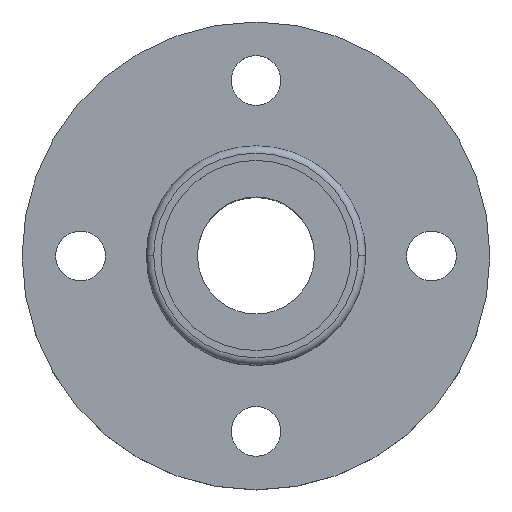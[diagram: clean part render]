
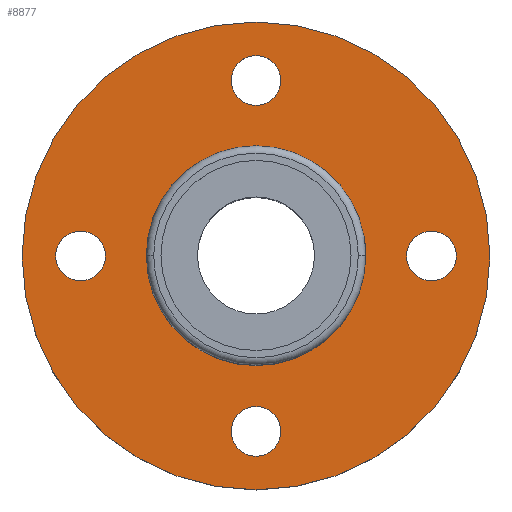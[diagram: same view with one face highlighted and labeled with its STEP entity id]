
A CAD part, top view. The second image highlights one B-rep face of the part: STEP entity #8877.
In plain terms, the highlighted planar face has unit normal (0, 0, 1).
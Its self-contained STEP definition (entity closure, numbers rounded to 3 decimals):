
#33 = CARTESIAN_POINT ( 'NONE',  ( 7.5, 0., 0. ) ) ;
#161 = FACE_BOUND ( 'NONE', #11228, .T. ) ;
#201 = EDGE_CURVE ( 'NONE', #15231, #5431, #4813, .T. ) ;
#247 = CARTESIAN_POINT ( 'NONE',  ( 0., 0., 0. ) ) ;
#540 = CARTESIAN_POINT ( 'NONE',  ( 0., 12., 0. ) ) ;
#646 = DIRECTION ( 'NONE',  ( -1., 0., 0. ) ) ;
#684 = EDGE_CURVE ( 'NONE', #752, #4366, #14221, .T. ) ;
#691 = ORIENTED_EDGE ( 'NONE', *, *, #14539, .F. ) ;
#752 = VERTEX_POINT ( 'NONE', #1287 ) ;
#820 = DIRECTION ( 'NONE',  ( 1., 0., 0. ) ) ;
#898 = CARTESIAN_POINT ( 'NONE',  ( 0., 0., 0. ) ) ;
#1240 = DIRECTION ( 'NONE',  ( -1., 0., 0. ) ) ;
#1287 = CARTESIAN_POINT ( 'NONE',  ( 13.7, 0., 0. ) ) ;
#1418 = FACE_BOUND ( 'NONE', #5097, .T. ) ;
#1475 = ORIENTED_EDGE ( 'NONE', *, *, #10538, .T. ) ;
#1491 = AXIS2_PLACEMENT_3D ( 'NONE', #14722, #1629, #13645 ) ;
#1521 = CARTESIAN_POINT ( 'NONE',  ( -13.7, 0., 0. ) ) ;
#1562 = DIRECTION ( 'NONE',  ( 0., 0., -1. ) ) ;
#1597 = ORIENTED_EDGE ( 'NONE', *, *, #3786, .F. ) ;
#1604 = ORIENTED_EDGE ( 'NONE', *, *, #4130, .T. ) ;
#1629 = DIRECTION ( 'NONE',  ( 0., 0., -1. ) ) ;
#1674 = CARTESIAN_POINT ( 'NONE',  ( -10.3, 0., 0. ) ) ;
#1682 = CIRCLE ( 'NONE', #10352, 1.7 ) ;
#1776 = CARTESIAN_POINT ( 'NONE',  ( 12., 0., 0. ) ) ;
#1898 = CARTESIAN_POINT ( 'NONE',  ( 0., 12., 0. ) ) ;
#1942 = ORIENTED_EDGE ( 'NONE', *, *, #7014, .F. ) ;
#2128 = DIRECTION ( 'NONE',  ( 0., 0., 1. ) ) ;
#2425 = DIRECTION ( 'NONE',  ( -1., 0., 0. ) ) ;
#2724 = ORIENTED_EDGE ( 'NONE', *, *, #6370, .T. ) ;
#3080 = AXIS2_PLACEMENT_3D ( 'NONE', #1776, #6366, #11091 ) ;
#3194 = CIRCLE ( 'NONE', #13851, 1.7 ) ;
#3198 = CARTESIAN_POINT ( 'NONE',  ( -12., 0., 0. ) ) ;
#3212 = EDGE_LOOP ( 'NONE', ( #1942, #691 ) ) ;
#3439 = CARTESIAN_POINT ( 'NONE',  ( 0., 0., 0. ) ) ;
#3559 = DIRECTION ( 'NONE',  ( 0., 0., -1. ) ) ;
#3585 = FACE_BOUND ( 'NONE', #8393, .T. ) ;
#3662 = PLANE ( 'NONE',  #7619 ) ;
#3786 = EDGE_CURVE ( 'NONE', #5438, #15125, #6894, .T. ) ;
#3810 = CARTESIAN_POINT ( 'NONE',  ( -1.7, 12., 0. ) ) ;
#3824 = DIRECTION ( 'NONE',  ( 0., 0., -1. ) ) ;
#3885 = EDGE_CURVE ( 'NONE', #5431, #15231, #14058, .T. ) ;
#3928 = CARTESIAN_POINT ( 'NONE',  ( -7.5, 0., 0. ) ) ;
#3948 = CIRCLE ( 'NONE', #10386, 16. ) ;
#4059 = DIRECTION ( 'NONE',  ( -1., 0., 0. ) ) ;
#4130 = EDGE_CURVE ( 'NONE', #6842, #4763, #1682, .T. ) ;
#4241 = ORIENTED_EDGE ( 'NONE', *, *, #3885, .T. ) ;
#4366 = VERTEX_POINT ( 'NONE', #13102 ) ;
#4534 = DIRECTION ( 'NONE',  ( 1., 0., 0. ) ) ;
#4763 = VERTEX_POINT ( 'NONE', #3810 ) ;
#4813 = CIRCLE ( 'NONE', #13488, 1.7 ) ;
#4909 = DIRECTION ( 'NONE',  ( -1., 0., 0. ) ) ;
#5097 = EDGE_LOOP ( 'NONE', ( #4241, #8610 ) ) ;
#5098 = EDGE_LOOP ( 'NONE', ( #1604, #11144 ) ) ;
#5363 = CARTESIAN_POINT ( 'NONE',  ( -1.7, -12., 0. ) ) ;
#5431 = VERTEX_POINT ( 'NONE', #1674 ) ;
#5438 = VERTEX_POINT ( 'NONE', #3928 ) ;
#5970 = CIRCLE ( 'NONE', #10405, 1.7 ) ;
#6157 = DIRECTION ( 'NONE',  ( 0., 0., -1. ) ) ;
#6366 = DIRECTION ( 'NONE',  ( 0., 0., -1. ) ) ;
#6370 = EDGE_CURVE ( 'NONE', #4366, #752, #12621, .T. ) ;
#6387 = EDGE_CURVE ( 'NONE', #13222, #13864, #3194, .T. ) ;
#6496 = CARTESIAN_POINT ( 'NONE',  ( 16., 0., 0. ) ) ;
#6842 = VERTEX_POINT ( 'NONE', #8632 ) ;
#6857 = DIRECTION ( 'NONE',  ( 0., 0., -1. ) ) ;
#6894 = CIRCLE ( 'NONE', #11099, 7.5 ) ;
#7014 = EDGE_CURVE ( 'NONE', #8464, #8161, #3948, .T. ) ;
#7117 = CARTESIAN_POINT ( 'NONE',  ( 1.7, -12., 0. ) ) ;
#7171 = DIRECTION ( 'NONE',  ( 0., 0., -1. ) ) ;
#7327 = CARTESIAN_POINT ( 'NONE',  ( -12., 0., 0. ) ) ;
#7360 = EDGE_LOOP ( 'NONE', ( #1597, #12516 ) ) ;
#7372 = CARTESIAN_POINT ( 'NONE',  ( -16., 0., 0. ) ) ;
#7548 = CARTESIAN_POINT ( 'NONE',  ( 0., -12., 0. ) ) ;
#7619 = AXIS2_PLACEMENT_3D ( 'NONE', #247, #6157, #2425 ) ;
#7940 = DIRECTION ( 'NONE',  ( -1., 0., 0. ) ) ;
#8161 = VERTEX_POINT ( 'NONE', #7372 ) ;
#8176 = CARTESIAN_POINT ( 'NONE',  ( 12., 0., 0. ) ) ;
#8393 = EDGE_LOOP ( 'NONE', ( #1475, #14970 ) ) ;
#8464 = VERTEX_POINT ( 'NONE', #6496 ) ;
#8610 = ORIENTED_EDGE ( 'NONE', *, *, #201, .T. ) ;
#8632 = CARTESIAN_POINT ( 'NONE',  ( 1.7, 12., 0. ) ) ;
#8658 = AXIS2_PLACEMENT_3D ( 'NONE', #898, #10444, #820 ) ;
#8877 = ADVANCED_FACE ( 'NONE', ( #10421, #15132, #9648, #1418, #3585, #161 ), #3662, .F. ) ;
#8974 = DIRECTION ( 'NONE',  ( -1., 0., 0. ) ) ;
#9648 = FACE_BOUND ( 'NONE', #5098, .T. ) ;
#10192 = EDGE_CURVE ( 'NONE', #15125, #5438, #14591, .T. ) ;
#10352 = AXIS2_PLACEMENT_3D ( 'NONE', #540, #1562, #13425 ) ;
#10386 = AXIS2_PLACEMENT_3D ( 'NONE', #15110, #3559, #1240 ) ;
#10405 = AXIS2_PLACEMENT_3D ( 'NONE', #1898, #12390, #8974 ) ;
#10421 = FACE_BOUND ( 'NONE', #7360, .T. ) ;
#10444 = DIRECTION ( 'NONE',  ( 0., 0., 1. ) ) ;
#10492 = DIRECTION ( 'NONE',  ( 0., 0., -1. ) ) ;
#10538 = EDGE_CURVE ( 'NONE', #13864, #13222, #10891, .T. ) ;
#10891 = CIRCLE ( 'NONE', #12132, 1.7 ) ;
#10895 = AXIS2_PLACEMENT_3D ( 'NONE', #8176, #13213, #4909 ) ;
#11091 = DIRECTION ( 'NONE',  ( -1., 0., 0. ) ) ;
#11099 = AXIS2_PLACEMENT_3D ( 'NONE', #3439, #2128, #4534 ) ;
#11144 = ORIENTED_EDGE ( 'NONE', *, *, #12584, .T. ) ;
#11228 = EDGE_LOOP ( 'NONE', ( #14582, #2724 ) ) ;
#12059 = DIRECTION ( 'NONE',  ( -1., 0., 0. ) ) ;
#12132 = AXIS2_PLACEMENT_3D ( 'NONE', #12679, #6857, #646 ) ;
#12147 = CIRCLE ( 'NONE', #1491, 16. ) ;
#12390 = DIRECTION ( 'NONE',  ( 0., 0., -1. ) ) ;
#12516 = ORIENTED_EDGE ( 'NONE', *, *, #10192, .F. ) ;
#12584 = EDGE_CURVE ( 'NONE', #4763, #6842, #5970, .T. ) ;
#12621 = CIRCLE ( 'NONE', #10895, 1.7 ) ;
#12679 = CARTESIAN_POINT ( 'NONE',  ( 0., -12., 0. ) ) ;
#12838 = AXIS2_PLACEMENT_3D ( 'NONE', #7327, #7171, #12059 ) ;
#13102 = CARTESIAN_POINT ( 'NONE',  ( 10.3, 0., 0. ) ) ;
#13213 = DIRECTION ( 'NONE',  ( 0., 0., -1. ) ) ;
#13222 = VERTEX_POINT ( 'NONE', #5363 ) ;
#13425 = DIRECTION ( 'NONE',  ( -1., 0., 0. ) ) ;
#13488 = AXIS2_PLACEMENT_3D ( 'NONE', #3198, #10492, #7940 ) ;
#13645 = DIRECTION ( 'NONE',  ( -1., 0., 0. ) ) ;
#13851 = AXIS2_PLACEMENT_3D ( 'NONE', #7548, #3824, #4059 ) ;
#13864 = VERTEX_POINT ( 'NONE', #7117 ) ;
#14058 = CIRCLE ( 'NONE', #12838, 1.7 ) ;
#14221 = CIRCLE ( 'NONE', #3080, 1.7 ) ;
#14539 = EDGE_CURVE ( 'NONE', #8161, #8464, #12147, .T. ) ;
#14582 = ORIENTED_EDGE ( 'NONE', *, *, #684, .T. ) ;
#14591 = CIRCLE ( 'NONE', #8658, 7.5 ) ;
#14722 = CARTESIAN_POINT ( 'NONE',  ( 0., 0., 0. ) ) ;
#14970 = ORIENTED_EDGE ( 'NONE', *, *, #6387, .T. ) ;
#15110 = CARTESIAN_POINT ( 'NONE',  ( 0., 0., 0. ) ) ;
#15125 = VERTEX_POINT ( 'NONE', #33 ) ;
#15132 = FACE_OUTER_BOUND ( 'NONE', #3212, .T. ) ;
#15231 = VERTEX_POINT ( 'NONE', #1521 ) ;
